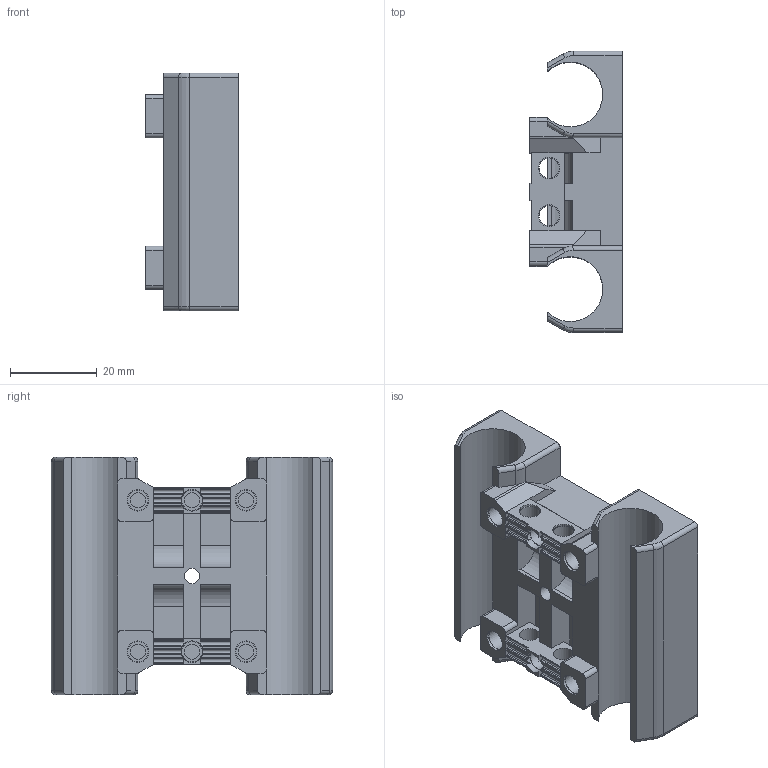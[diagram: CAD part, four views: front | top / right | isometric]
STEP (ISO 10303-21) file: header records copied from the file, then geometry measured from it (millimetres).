
FILE_DESCRIPTION(/* description */ (''),/* implementation_level */ '2;1');
FILE_NAME(/* name */ 'X Carriage.stp',/* time_stamp */ '2017-07-03T02:04:17-07:00',/* author */ ('josev'),/* organization */ (''),/* preprocessor_version */ 'ST-DEVELOPER v16.5',/* originating_system */ 'Autodesk Inventor 2017',/* authorisation */ '');
FILE_SCHEMA (('AUTOMOTIVE_DESIGN { 1 0 10303 214 3 1 1 }'));
Length unit declared in the file: millimetre
Products named in the file (1): X Carriage
Bounding box: 21.4 x 65 x 55 mm (x, y, z)
Volume: 34299.9 mm3; surface area: 16355.3 mm2
Topology: 1 solids, 1 shells, 269 faces, 738 edges, 487 vertices
Faces by surface type: cylinder 135, plane 126, torus 8
Full cylindrical faces by diameter (mm): 3.05 x4, 3.5 x7, 4.7 x10, 5 x10
Entity records: 8600 total; most frequent: CARTESIAN_POINT 1782, DIRECTION 1444, ORIENTED_EDGE 1376, EDGE_CURVE 688, AXIS2_PLACEMENT_3D 530, VERTEX_POINT 468, LINE 384, VECTOR 384
